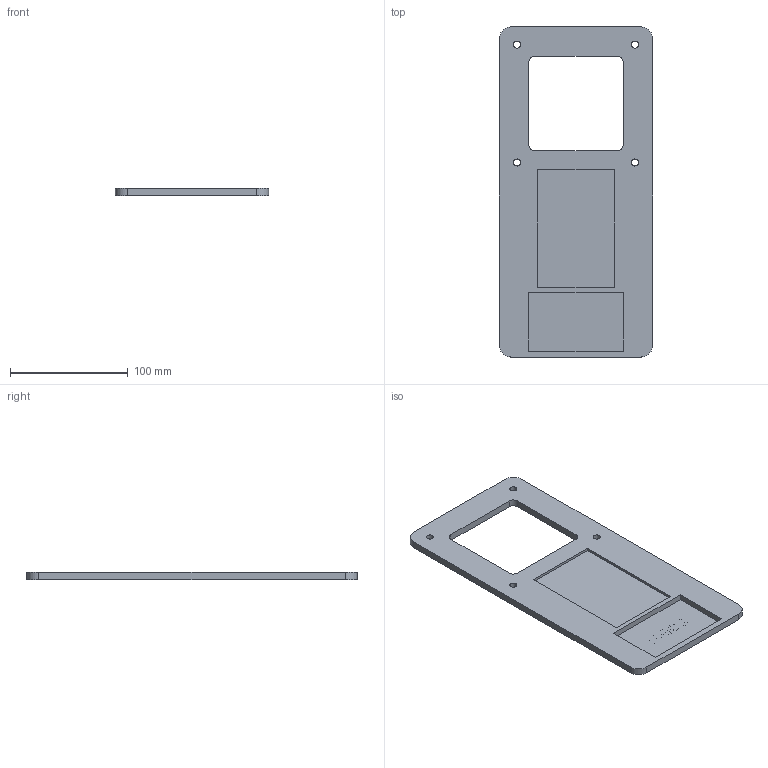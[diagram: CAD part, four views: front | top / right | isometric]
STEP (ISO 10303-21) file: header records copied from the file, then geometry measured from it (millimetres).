
FILE_DESCRIPTION(/* description */ (''),/* implementation_level */ '2;1');
FILE_NAME(/* name */ 'RFID_Reader_Mounting_Plate v7.step',/* time_stamp */ '2021-08-23T12:06:01+02:00',/* author */ (''),/* organization */ (''),/* preprocessor_version */ 'ST-DEVELOPER v18.1',/* originating_system */ 'Autodesk Translation Framework v10.9.0.1377',/* authorisation */ '');
FILE_SCHEMA (('AUTOMOTIVE_DESIGN { 1 0 10303 214 3 1 1 }'));
Length unit declared in the file: millimetre
Products named in the file (1): RFID_Reader_Mounting_Plate
Bounding box: 130 x 280 x 6 mm (x, y, z)
Volume: 144282 mm3; surface area: 68871.7 mm2
Topology: 1 solids, 1 shells, 107 faces, 291 edges, 194 vertices
Faces by surface type: plane 52, bspline 43, cylinder 12
Full cylindrical faces by diameter (mm): 6 x4
Entity records: 3812 total; most frequent: CARTESIAN_POINT 1324, ORIENTED_EDGE 582, DIRECTION 359, EDGE_CURVE 291, VERTEX_POINT 194, LINE 181, VECTOR 181, EDGE_LOOP 125
